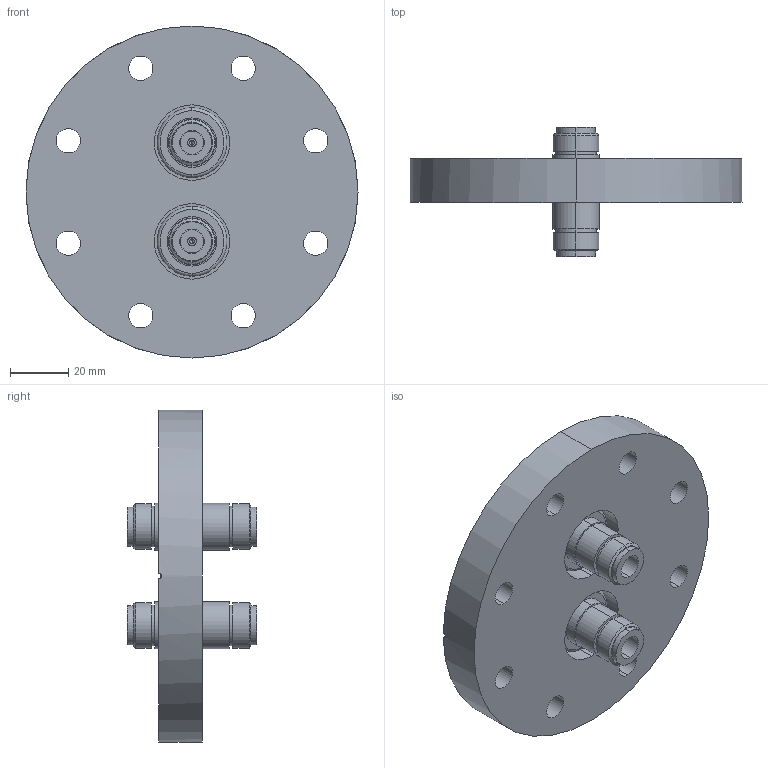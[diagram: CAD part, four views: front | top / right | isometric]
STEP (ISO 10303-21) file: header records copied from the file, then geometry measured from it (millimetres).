
FILE_DESCRIPTION (( 'STEP AP214' ), '1' );
FILE_NAME ('242-ND50-C63-2.step', '2025-02-18T20:49:21', ( '' ), ( '' ), 'SwSTEP 2.0', 'SolidWorks 2022', '' );
FILE_SCHEMA (( 'AUTOMOTIVE_DESIGN' ));
Length unit declared in the file: millimetre
Products named in the file (7): 242-ND50-C63-2; 9242-NDF50-1; 9411-C63-24-2_DN63 CF; 9242-NDF50-3; 9242-ND50-4; 9242-NDF50-2; 242-ND50
Assembly tree (7 placements, depth 3):
  242-ND50-C63-2
    9411-C63-24-2_DN63 CF
    242-ND50  x2
      9242-NDF50-1
      9242-NDF50-2
      9242-NDF50-3
      9242-ND50-4
Bounding box: 114.3 x 44.5 x 114.3 mm (x, y, z)
Volume: 142147.9 mm3; surface area: 43463.9 mm2
Topology: 9 solids, 9 shells, 176 faces, 380 edges, 240 vertices
Faces by surface type: cylinder 106, plane 42, cone 20, torus 8
Entity records: 3424 total; most frequent: DIRECTION 624, CARTESIAN_POINT 573, ORIENTED_EDGE 476, AXIS2_PLACEMENT_3D 271, EDGE_CURVE 238, VERTEX_POINT 154, CIRCLE 152, EDGE_LOOP 148
